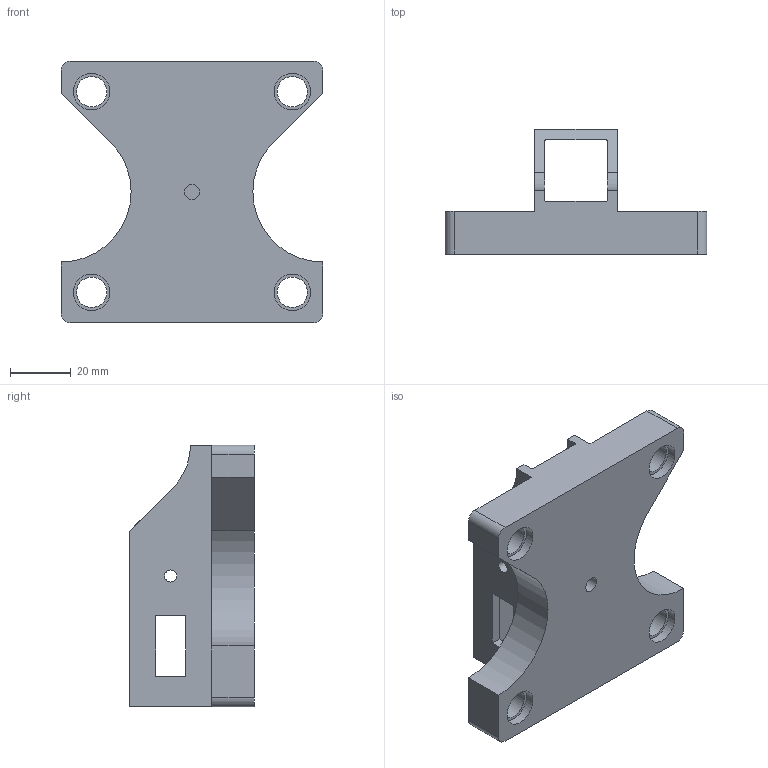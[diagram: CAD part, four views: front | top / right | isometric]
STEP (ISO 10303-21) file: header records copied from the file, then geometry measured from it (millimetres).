
FILE_DESCRIPTION(('FreeCAD Model'),'2;1');
FILE_NAME('z-outter-hinge-x2.step','2019-09-11T12:41:55',( 'Author'),(''),'Open CASCADE STEP processor 7.3','FreeCAD','Unknown' );
FILE_SCHEMA(('AUTOMOTIVE_DESIGN { 1 0 10303 214 1 1 1 1 }'));
Length unit declared in the file: millimetre
Products named in the file (1): z-outter-hinge
Bounding box: 86 x 41 x 86 mm (x, y, z)
Volume: 93481.5 mm3; surface area: 28096.1 mm2
Topology: 1 solids, 1 shells, 69 faces, 189 edges, 126 vertices
Faces by surface type: plane 46, cylinder 23
Full cylindrical faces by diameter (mm): 4 x2, 5 x1, 10 x4, 12 x4
Entity records: 5193 total; most frequent: CARTESIAN_POINT 995, DIRECTION 655, LINE 401, VECTOR 401, ORIENTED_EDGE 378, PCURVE 378, DEFINITIONAL_REPRESENTATION 378, EDGE_CURVE 189
